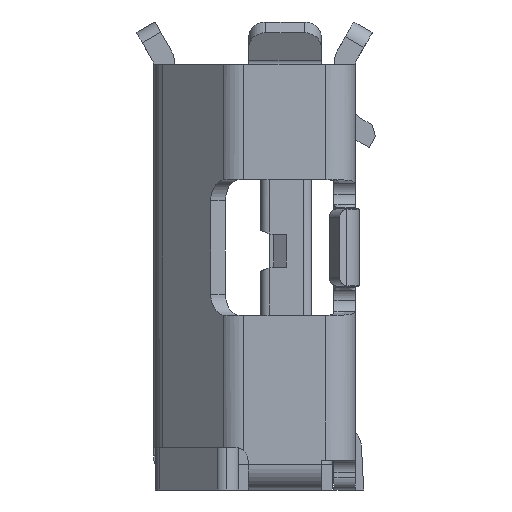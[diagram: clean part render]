
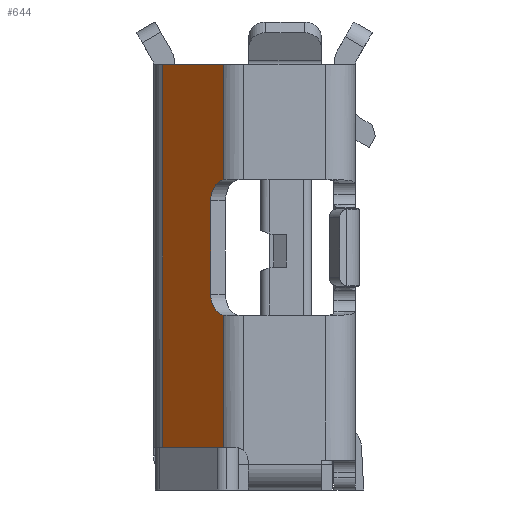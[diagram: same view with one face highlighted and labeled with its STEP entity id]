
A CAD part, left-side view. The second image highlights one B-rep face of the part: STEP entity #644.
In plain terms, the highlighted planar face has unit normal (-0.716, 0.698, 0).
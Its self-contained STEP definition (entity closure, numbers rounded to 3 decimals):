
#644=ADVANCED_FACE('NONE',(#1981),#1982,.T.);
#1981=FACE_OUTER_BOUND('',#3763,.T.);
#1982=PLANE('',#3764);
#3763=EDGE_LOOP('',(#9481,#9482,#9483,#9484,#9485,#9486,#9487,#9488));
#3764=AXIS2_PLACEMENT_3D('',#9489,#9490,#9491);
#9481=ORIENTED_EDGE('',*,*,#13169,.F.);
#9482=ORIENTED_EDGE('',*,*,#13177,.T.);
#9483=ORIENTED_EDGE('',*,*,#13201,.T.);
#9484=ORIENTED_EDGE('',*,*,#13202,.T.);
#9485=ORIENTED_EDGE('',*,*,#13203,.T.);
#9486=ORIENTED_EDGE('',*,*,#13204,.T.);
#9487=ORIENTED_EDGE('',*,*,#13205,.T.);
#9488=ORIENTED_EDGE('',*,*,#13157,.T.);
#9489=CARTESIAN_POINT('',(-2.909,1.079,-1.5));
#9490=DIRECTION('',(-0.716,0.698,0.0));
#9491=DIRECTION('',(0.698,0.716,0.0));
#13157=EDGE_CURVE('NONE',#16406,#16404,#16407,.T.);
#13169=EDGE_CURVE('NONE',#16427,#16404,#16429,.T.);
#13177=EDGE_CURVE('NONE',#16427,#16442,#16444,.T.);
#13201=EDGE_CURVE('NONE',#16442,#16484,#16485,.T.);
#13202=EDGE_CURVE('NONE',#16484,#16486,#16487,.T.);
#13203=EDGE_CURVE('NONE',#16486,#16488,#16489,.T.);
#13204=EDGE_CURVE('NONE',#16488,#16490,#16491,.T.);
#13205=EDGE_CURVE('NONE',#16490,#16406,#16492,.T.);
#16404=VERTEX_POINT('NONE',#21474);
#16406=VERTEX_POINT('NONE',#21476);
#16407=LINE('',#21477,#21478);
#16427=VERTEX_POINT('NONE',#21507);
#16429=LINE('',#21509,#21510);
#16442=VERTEX_POINT('NONE',#21527);
#16444=LINE('',#21529,#21530);
#16484=VERTEX_POINT('NONE',#21593);
#16485=LINE('',#21594,#21595);
#16486=VERTEX_POINT('NONE',#21596);
#16487=CIRCLE('',#21597,0.25);
#16488=VERTEX_POINT('NONE',#21598);
#16489=LINE('',#21599,#21600);
#16490=VERTEX_POINT('NONE',#21601);
#16491=CIRCLE('',#21602,0.25);
#16492=LINE('',#21603,#21604);
#21474=CARTESIAN_POINT('',(-2.909,1.079,3.5));
#21476=CARTESIAN_POINT('',(-3.601,0.369,3.5));
#21477=CARTESIAN_POINT('',(-2.909,1.079,3.5));
#21478=VECTOR('',#25618,1000.0);
#21507=CARTESIAN_POINT('',(-2.909,1.079,-1.0));
#21509=CARTESIAN_POINT('',(-2.909,1.079,-1.5));
#21510=VECTOR('',#25637,1000.0);
#21527=CARTESIAN_POINT('',(-3.601,0.369,-1.0));
#21529=CARTESIAN_POINT('',(-2.909,1.079,-1.0));
#21530=VECTOR('',#25651,1000.0);
#21593=CARTESIAN_POINT('',(-3.601,0.369,0.556));
#21594=CARTESIAN_POINT('',(-3.601,0.369,-1.5));
#21595=VECTOR('',#25689,1000.0);
#21596=CARTESIAN_POINT('',(-3.458,0.515,0.802));
#21597=AXIS2_PLACEMENT_3D('',#25690,#25691,#25692);
#21598=CARTESIAN_POINT('',(-3.458,0.515,1.898));
#21599=CARTESIAN_POINT('',(-3.458,0.515,-1.5));
#21600=VECTOR('',#25693,1000.0);
#21601=CARTESIAN_POINT('',(-3.601,0.369,2.144));
#21602=AXIS2_PLACEMENT_3D('',#25694,#25695,#25696);
#21603=CARTESIAN_POINT('',(-3.601,0.369,-1.5));
#21604=VECTOR('',#25697,1000.0);
#25618=DIRECTION('',(0.698,0.716,0.0));
#25637=DIRECTION('',(0.0,0.0,1.0));
#25651=DIRECTION('',(-0.698,-0.716,0.0));
#25689=DIRECTION('',(0.0,0.0,1.0));
#25690=CARTESIAN_POINT('',(-3.633,0.336,0.802));
#25691=DIRECTION('',(0.716,-0.698,0.0));
#25692=DIRECTION('',(0.698,0.716,0.0));
#25693=DIRECTION('',(0.0,0.0,1.0));
#25694=CARTESIAN_POINT('',(-3.633,0.336,1.898));
#25695=DIRECTION('',(0.716,-0.698,0.0));
#25696=DIRECTION('',(0.698,0.716,0.0));
#25697=DIRECTION('',(0.0,0.0,1.0));
